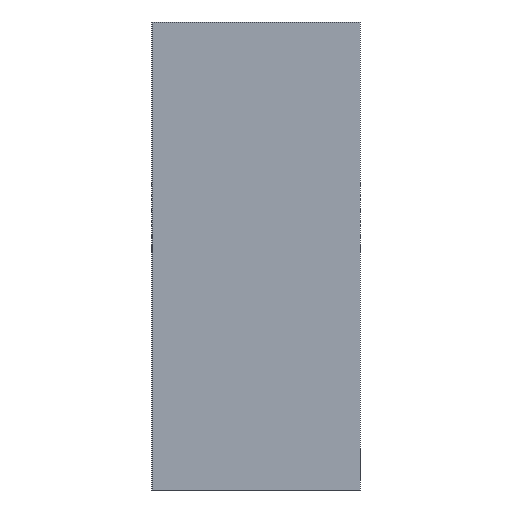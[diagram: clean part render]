
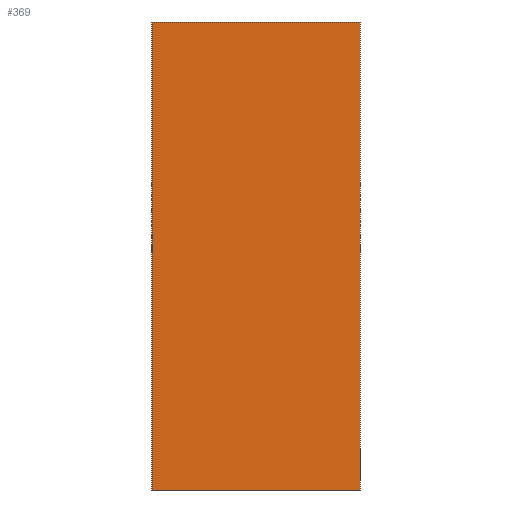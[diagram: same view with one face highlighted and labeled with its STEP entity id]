
A CAD part, left-side view. The second image highlights one B-rep face of the part: STEP entity #369.
In plain terms, the highlighted planar face has unit normal (-1, 0, 0).
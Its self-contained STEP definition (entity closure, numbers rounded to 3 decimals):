
#7 = FACE_OUTER_BOUND ( 'NONE', #147, .T. ) ;
#89 = EDGE_CURVE ( 'NONE', #448, #816, #394, .T. ) ;
#97 = EDGE_CURVE ( 'NONE', #448, #297, #803, .T. ) ;
#111 = AXIS2_PLACEMENT_3D ( 'NONE', #1300, #673, #347 ) ;
#115 = CARTESIAN_POINT ( 'NONE',  ( -75., -20., 0. ) ) ;
#121 = CARTESIAN_POINT ( 'NONE',  ( -75., -20., 0. ) ) ;
#126 = ORIENTED_EDGE ( 'NONE', *, *, #619, .F. ) ;
#147 = EDGE_LOOP ( 'NONE', ( #491, #126, #333, #430 ) ) ;
#154 = CARTESIAN_POINT ( 'NONE',  ( -75., 20., 0. ) ) ;
#193 = VECTOR ( 'NONE', #391, 1000. ) ;
#297 = VERTEX_POINT ( 'NONE', #154 ) ;
#324 = DIRECTION ( 'NONE',  ( 0., -1., 0. ) ) ;
#333 = ORIENTED_EDGE ( 'NONE', *, *, #89, .F. ) ;
#347 = DIRECTION ( 'NONE',  ( 0., 0., -1. ) ) ;
#369 = ADVANCED_FACE ( 'NONE', ( #7 ), #785, .F. ) ;
#391 = DIRECTION ( 'NONE',  ( 0., 0., -1. ) ) ;
#394 = LINE ( 'NONE', #515, #545 ) ;
#398 = LINE ( 'NONE', #121, #601 ) ;
#399 = DIRECTION ( 'NONE',  ( 0., 0., -1. ) ) ;
#430 = ORIENTED_EDGE ( 'NONE', *, *, #97, .T. ) ;
#448 = VERTEX_POINT ( 'NONE', #554 ) ;
#491 = ORIENTED_EDGE ( 'NONE', *, *, #982, .T. ) ;
#515 = CARTESIAN_POINT ( 'NONE',  ( -75., 20., 90. ) ) ;
#545 = VECTOR ( 'NONE', #1353, 1000. ) ;
#554 = CARTESIAN_POINT ( 'NONE',  ( -75., 20., 90. ) ) ;
#601 = VECTOR ( 'NONE', #324, 1000. ) ;
#619 = EDGE_CURVE ( 'NONE', #816, #1184, #841, .T. ) ;
#673 = DIRECTION ( 'NONE',  ( 1., 0., 0. ) ) ;
#706 = CARTESIAN_POINT ( 'NONE',  ( -75., -20., 10. ) ) ;
#785 = PLANE ( 'NONE',  #111 ) ;
#803 = LINE ( 'NONE', #1247, #1320 ) ;
#816 = VERTEX_POINT ( 'NONE', #1166 ) ;
#841 = LINE ( 'NONE', #706, #193 ) ;
#982 = EDGE_CURVE ( 'NONE', #297, #1184, #398, .T. ) ;
#1166 = CARTESIAN_POINT ( 'NONE',  ( -75., -20., 90. ) ) ;
#1184 = VERTEX_POINT ( 'NONE', #115 ) ;
#1247 = CARTESIAN_POINT ( 'NONE',  ( -75., 20., 10. ) ) ;
#1300 = CARTESIAN_POINT ( 'NONE',  ( -75., -20., 10. ) ) ;
#1320 = VECTOR ( 'NONE', #399, 1000. ) ;
#1353 = DIRECTION ( 'NONE',  ( 0., -1., 0. ) ) ;
